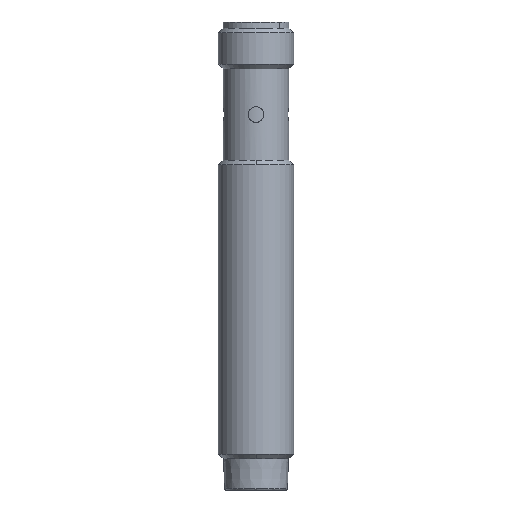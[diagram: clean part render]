
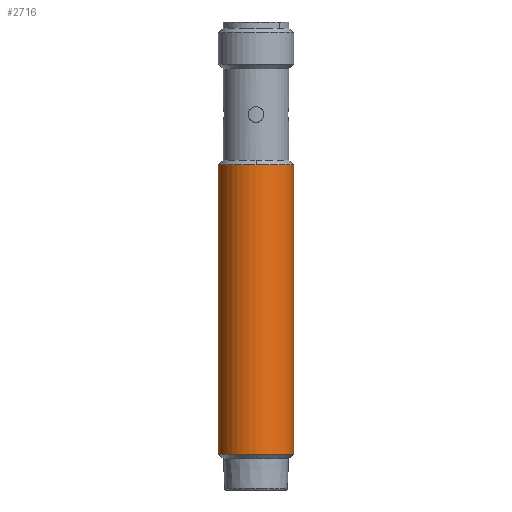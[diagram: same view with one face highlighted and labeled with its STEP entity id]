
A CAD part, front view. The second image highlights one B-rep face of the part: STEP entity #2716.
In plain terms, the highlighted cylindrical face has radius 6 mm (diameter 12 mm), a partial arc.
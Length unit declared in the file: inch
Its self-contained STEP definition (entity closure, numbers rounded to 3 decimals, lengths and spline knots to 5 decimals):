
#106 = CARTESIAN_POINT ( 'NONE',  ( 0., -0.23622, 0.02953 ) ) ;
#340 = ORIENTED_EDGE ( 'NONE', *, *, #4783, .F. ) ;
#468 = DIRECTION ( 'NONE',  ( 0., 0., -1. ) ) ;
#498 = EDGE_LOOP ( 'NONE', ( #340, #2048, #2126, #2891, #4204, #3621 ) ) ;
#531 = CARTESIAN_POINT ( 'NONE',  ( 0.23622, 0., 2.70866 ) ) ;
#541 = DIRECTION ( 'NONE',  ( 0., 0., -1. ) ) ;
#592 = CARTESIAN_POINT ( 'NONE',  ( -0.23622, 0., 1.84843 ) ) ;
#675 = CARTESIAN_POINT ( 'NONE',  ( -0.23622, 0., 0.02953 ) ) ;
#801 = DIRECTION ( 'NONE',  ( 0., 0., 1. ) ) ;
#810 = VERTEX_POINT ( 'NONE', #3500 ) ;
#932 = VERTEX_POINT ( 'NONE', #2684 ) ;
#1019 = CARTESIAN_POINT ( 'NONE',  ( 0., 0., 0.02953 ) ) ;
#1116 = LINE ( 'NONE', #531, #5474 ) ;
#1148 = CARTESIAN_POINT ( 'NONE',  ( 0., 0., 0.02953 ) ) ;
#1326 = AXIS2_PLACEMENT_3D ( 'NONE', #3773, #468, #2353 ) ;
#1500 = CARTESIAN_POINT ( 'NONE',  ( 0., 0., 1.84843 ) ) ;
#1622 = CARTESIAN_POINT ( 'NONE',  ( 0., -0.23622, 1.84843 ) ) ;
#1783 = VERTEX_POINT ( 'NONE', #592 ) ;
#2048 = ORIENTED_EDGE ( 'NONE', *, *, #2187, .T. ) ;
#2104 = EDGE_CURVE ( 'NONE', #810, #4425, #6055, .T. ) ;
#2126 = ORIENTED_EDGE ( 'NONE', *, *, #2879, .T. ) ;
#2187 = EDGE_CURVE ( 'NONE', #2955, #4108, #2723, .T. ) ;
#2253 = LINE ( 'NONE', #4536, #4556 ) ;
#2264 = CARTESIAN_POINT ( 'NONE',  ( 0., 0., 2.70866 ) ) ;
#2353 = DIRECTION ( 'NONE',  ( 1., 0., 0. ) ) ;
#2466 = CIRCLE ( 'NONE', #2717, 0.23622 ) ;
#2684 = CARTESIAN_POINT ( 'NONE',  ( 0.23622, 0., 0.02953 ) ) ;
#2716 = ADVANCED_FACE ( 'NONE', ( #4628 ), #2855, .T. ) ;
#2717 = AXIS2_PLACEMENT_3D ( 'NONE', #1148, #4450, #5874 ) ;
#2723 = CIRCLE ( 'NONE', #5310, 0.23622 ) ;
#2855 = CYLINDRICAL_SURFACE ( 'NONE', #3142, 0.23622 ) ;
#2879 = EDGE_CURVE ( 'NONE', #4108, #932, #2466, .T. ) ;
#2891 = ORIENTED_EDGE ( 'NONE', *, *, #4044, .T. ) ;
#2955 = VERTEX_POINT ( 'NONE', #675 ) ;
#3043 = CIRCLE ( 'NONE', #4122, 0.23622 ) ;
#3142 = AXIS2_PLACEMENT_3D ( 'NONE', #2264, #5593, #4725 ) ;
#3277 = EDGE_CURVE ( 'NONE', #4425, #1783, #3043, .T. ) ;
#3342 = DIRECTION ( 'NONE',  ( 1., 0., 0. ) ) ;
#3500 = CARTESIAN_POINT ( 'NONE',  ( 0.23622, 0., 1.84843 ) ) ;
#3621 = ORIENTED_EDGE ( 'NONE', *, *, #3277, .T. ) ;
#3773 = CARTESIAN_POINT ( 'NONE',  ( 0., 0., 1.84843 ) ) ;
#3829 = DIRECTION ( 'NONE',  ( 0., 0., 1. ) ) ;
#3836 = DIRECTION ( 'NONE',  ( 1., 0., 0. ) ) ;
#4044 = EDGE_CURVE ( 'NONE', #932, #810, #1116, .T. ) ;
#4108 = VERTEX_POINT ( 'NONE', #106 ) ;
#4122 = AXIS2_PLACEMENT_3D ( 'NONE', #1500, #541, #3342 ) ;
#4204 = ORIENTED_EDGE ( 'NONE', *, *, #2104, .T. ) ;
#4425 = VERTEX_POINT ( 'NONE', #1622 ) ;
#4450 = DIRECTION ( 'NONE',  ( 0., 0., 1. ) ) ;
#4536 = CARTESIAN_POINT ( 'NONE',  ( -0.23622, 0., 2.70866 ) ) ;
#4556 = VECTOR ( 'NONE', #801, 39.37008 ) ;
#4628 = FACE_OUTER_BOUND ( 'NONE', #498, .T. ) ;
#4725 = DIRECTION ( 'NONE',  ( 1., 0., 0. ) ) ;
#4783 = EDGE_CURVE ( 'NONE', #2955, #1783, #2253, .T. ) ;
#5310 = AXIS2_PLACEMENT_3D ( 'NONE', #1019, #5322, #3836 ) ;
#5322 = DIRECTION ( 'NONE',  ( 0., 0., 1. ) ) ;
#5474 = VECTOR ( 'NONE', #3829, 39.37008 ) ;
#5593 = DIRECTION ( 'NONE',  ( 0., 0., 1. ) ) ;
#5874 = DIRECTION ( 'NONE',  ( 1., 0., 0. ) ) ;
#6055 = CIRCLE ( 'NONE', #1326, 0.23622 ) ;
